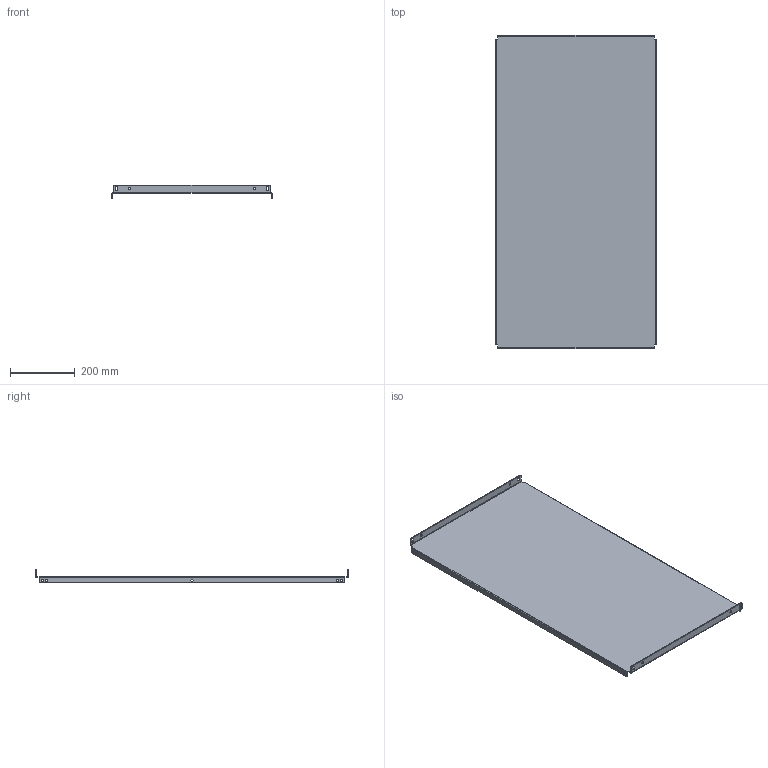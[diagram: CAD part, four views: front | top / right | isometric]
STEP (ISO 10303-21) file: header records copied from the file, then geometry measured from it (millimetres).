
FILE_DESCRIPTION (( 'STEP AP203' ), '1' );
FILE_NAME ('600x1000.step', '2013-07-26T07:54:45', ( 'User' ), ( 'DKC' ), 'SwSTEP 2.0', 'SolidWorks 2012', '' );
FILE_SCHEMA (( 'CONFIG_CONTROL_DESIGN' ));
Length unit declared in the file: millimetre
Products named in the file (1): 600x1000
Bounding box: 498 x 969 x 43 mm (x, y, z)
Volume: 1068461 mm3; surface area: 1075526.3 mm2
Topology: 1 solids, 1 shells, 102 faces, 268 edges, 168 vertices
Faces by surface type: cylinder 56, plane 46
Entity records: 3297 total; most frequent: DIRECTION 586, CARTESIAN_POINT 539, ORIENTED_EDGE 536, EDGE_CURVE 268, AXIS2_PLACEMENT_3D 215, VERTEX_POINT 168, LINE 156, VECTOR 156
